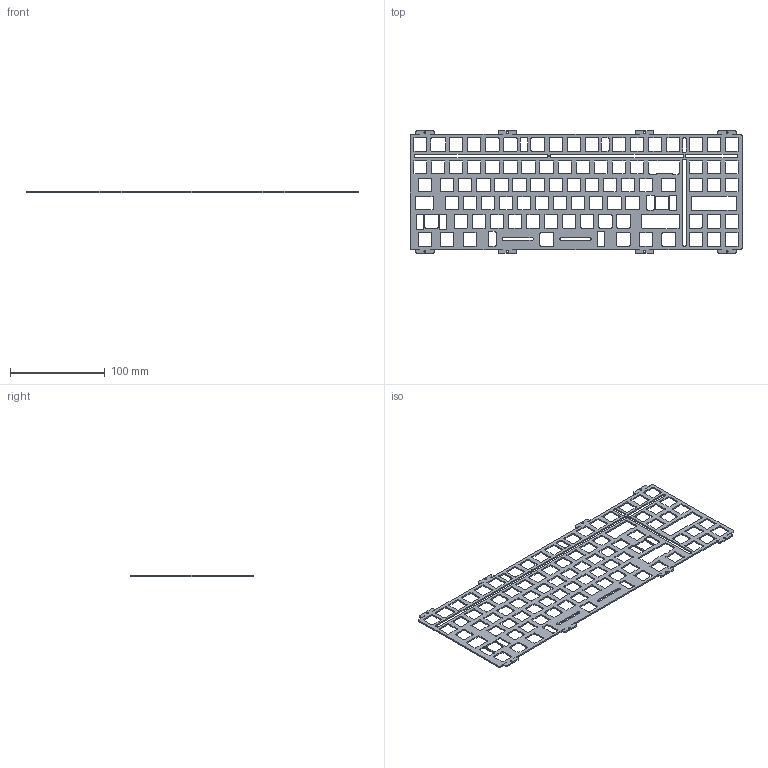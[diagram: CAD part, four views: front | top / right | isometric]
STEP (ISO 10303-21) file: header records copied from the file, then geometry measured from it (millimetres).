
FILE_DESCRIPTION(/* description */ (''),/* implementation_level */ '2;1');
FILE_NAME(/* name */ 'Infinitum_MX.step',/* time_stamp */ '2020-11-23T10:54:19-05:00',/* author */ (''),/* organization */ (''),/* preprocessor_version */ 'ST-DEVELOPER v18.1',/* originating_system */ 'Autodesk Translation Framework v9.3.0.1241',/* authorisation */ '');
FILE_SCHEMA (('AUTOMOTIVE_DESIGN { 1 0 10303 214 3 1 1 }'));
Length unit declared in the file: millimetre
Products named in the file (1): plate
Bounding box: 350.01 x 129.41 x 1.5 mm (x, y, z)
Volume: 32016.1 mm3; surface area: 54277.1 mm2
Topology: 1 solids, 1 shells, 1026 faces, 3072 edges, 2048 vertices
Faces by surface type: plane 524, cylinder 502
Full cylindrical faces by diameter (mm): 2 x8
Entity records: 35312 total; most frequent: CARTESIAN_POINT 6147, ORIENTED_EDGE 6144, DIRECTION 6130, EDGE_CURVE 3072, LINE 2068, VECTOR 2068, VERTEX_POINT 2048, AXIS2_PLACEMENT_3D 2031
